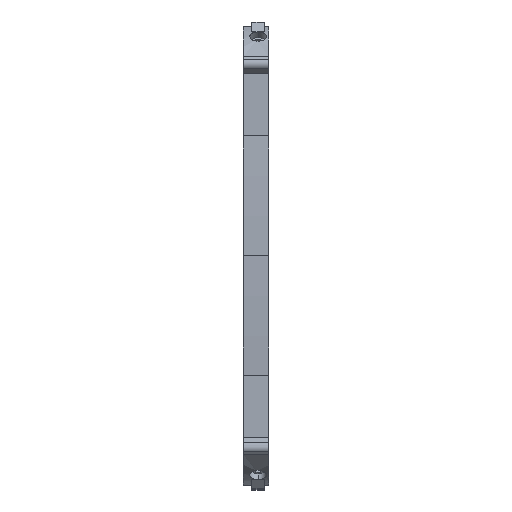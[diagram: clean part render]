
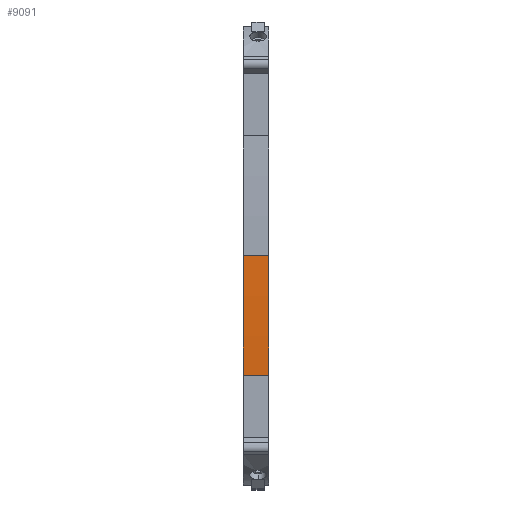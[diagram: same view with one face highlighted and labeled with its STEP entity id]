
A CAD part, top view. The second image highlights one B-rep face of the part: STEP entity #9091.
In plain terms, the highlighted cylindrical face has radius 421 mm (diameter 842 mm), a partial arc.
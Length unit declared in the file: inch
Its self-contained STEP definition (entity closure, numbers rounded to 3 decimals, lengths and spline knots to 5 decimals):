
#273 = EDGE_CURVE ( 'NONE', #8551, #4842, #7494, .T. ) ;
#458 = DIRECTION ( 'NONE',  ( -1., 0., 0. ) ) ;
#733 = EDGE_LOOP ( 'NONE', ( #6323, #4324, #5557, #3645 ) ) ;
#734 = CARTESIAN_POINT ( 'NONE',  ( 0.12008, 0., -16.53543 ) ) ;
#2069 = CARTESIAN_POINT ( 'NONE',  ( 0.12008, -1.14173, 0. ) ) ;
#3173 = CIRCLE ( 'NONE', #4874, 16.5748 ) ;
#3645 = ORIENTED_EDGE ( 'NONE', *, *, #14799, .F. ) ;
#3783 = CARTESIAN_POINT ( 'NONE',  ( 0.12008, 0., 0.03937 ) ) ;
#4133 = DIRECTION ( 'NONE',  ( -1., 0., 0. ) ) ;
#4213 = CARTESIAN_POINT ( 'NONE',  ( 0.12008, 0., -16.53543 ) ) ;
#4324 = ORIENTED_EDGE ( 'NONE', *, *, #273, .T. ) ;
#4455 = CARTESIAN_POINT ( 'NONE',  ( -0.12008, -1.14173, 0. ) ) ;
#4578 = VERTEX_POINT ( 'NONE', #4455 ) ;
#4816 = CARTESIAN_POINT ( 'NONE',  ( -0.12008, 0., -16.53543 ) ) ;
#4842 = VERTEX_POINT ( 'NONE', #11948 ) ;
#4874 = AXIS2_PLACEMENT_3D ( 'NONE', #4816, #8529, #8446 ) ;
#5294 = AXIS2_PLACEMENT_3D ( 'NONE', #4213, #11022, #6383 ) ;
#5557 = ORIENTED_EDGE ( 'NONE', *, *, #11326, .T. ) ;
#6323 = ORIENTED_EDGE ( 'NONE', *, *, #9055, .T. ) ;
#6383 = DIRECTION ( 'NONE',  ( 0., 0., 1. ) ) ;
#7494 = LINE ( 'NONE', #9661, #13881 ) ;
#7924 = VECTOR ( 'NONE', #11780, 39.37008 ) ;
#8154 = LINE ( 'NONE', #14184, #7924 ) ;
#8446 = DIRECTION ( 'NONE',  ( 0., 0., 1. ) ) ;
#8529 = DIRECTION ( 'NONE',  ( 1., 0., 0. ) ) ;
#8551 = VERTEX_POINT ( 'NONE', #3783 ) ;
#8754 = VERTEX_POINT ( 'NONE', #2069 ) ;
#9055 = EDGE_CURVE ( 'NONE', #8754, #8551, #14927, .T. ) ;
#9091 = ADVANCED_FACE ( 'NONE', ( #12184 ), #11170, .T. ) ;
#9661 = CARTESIAN_POINT ( 'NONE',  ( 0.12008, 0., 0.03937 ) ) ;
#9747 = AXIS2_PLACEMENT_3D ( 'NONE', #734, #4133, #12330 ) ;
#11022 = DIRECTION ( 'NONE',  ( -1., 0., 0. ) ) ;
#11170 = CYLINDRICAL_SURFACE ( 'NONE', #9747, 16.5748 ) ;
#11326 = EDGE_CURVE ( 'NONE', #4842, #4578, #3173, .T. ) ;
#11780 = DIRECTION ( 'NONE',  ( -1., 0., 0. ) ) ;
#11948 = CARTESIAN_POINT ( 'NONE',  ( -0.12008, 0., 0.03937 ) ) ;
#12184 = FACE_OUTER_BOUND ( 'NONE', #733, .T. ) ;
#12330 = DIRECTION ( 'NONE',  ( 0., 0., 1. ) ) ;
#13881 = VECTOR ( 'NONE', #458, 39.37008 ) ;
#14184 = CARTESIAN_POINT ( 'NONE',  ( 0.12008, -1.14173, 0. ) ) ;
#14799 = EDGE_CURVE ( 'NONE', #8754, #4578, #8154, .T. ) ;
#14927 = CIRCLE ( 'NONE', #5294, 16.5748 ) ;
